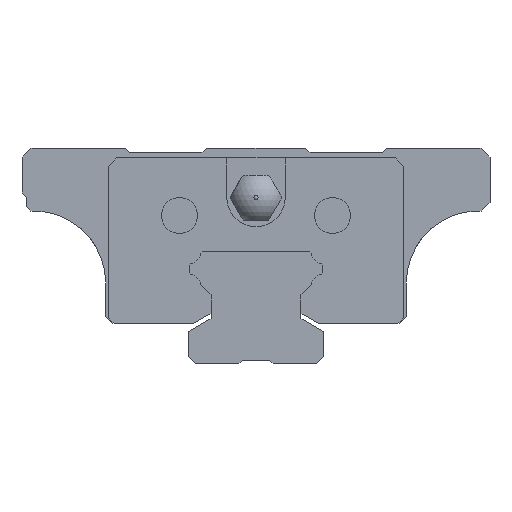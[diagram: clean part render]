
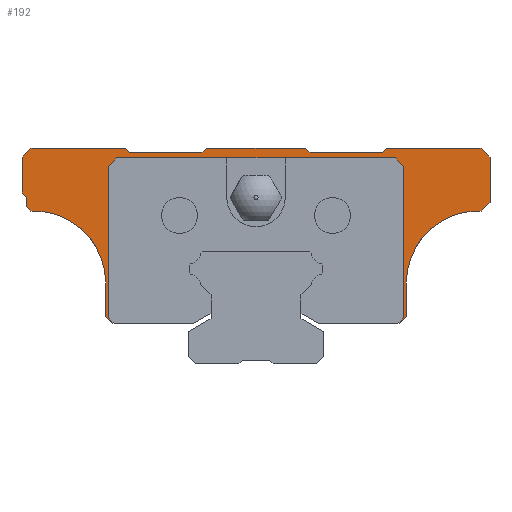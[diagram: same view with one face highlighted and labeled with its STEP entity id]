
A CAD part, front view. The second image highlights one B-rep face of the part: STEP entity #192.
In plain terms, the highlighted planar face has unit normal (0, -1, 0).
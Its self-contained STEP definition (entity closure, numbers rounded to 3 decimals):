
#192=ADVANCED_FACE('',(#376),#377,.T.);
#376=FACE_OUTER_BOUND('',#715,.T.);
#377=PLANE('',#716);
#715=EDGE_LOOP('',(#1162,#1163,#1164,#1165,#1166,#1167,#1168,#1169,#1170,#1171,#1172,#1173,#1174,#1175,#1176,#1177,#1178,#1179,#1180,#1181,#1182,#1183,#1184,#1185,#1186,#1187,#1188,#1189,#1190,#1191,#1192,#1193,#1194,#1195));
#716=AXIS2_PLACEMENT_3D('',#1196,#1197,#1198);
#1162=ORIENTED_EDGE('',*,*,#2456,.F.);
#1163=ORIENTED_EDGE('',*,*,#2457,.F.);
#1164=ORIENTED_EDGE('',*,*,#2458,.T.);
#1165=ORIENTED_EDGE('',*,*,#2459,.T.);
#1166=ORIENTED_EDGE('',*,*,#2460,.F.);
#1167=ORIENTED_EDGE('',*,*,#2461,.T.);
#1168=ORIENTED_EDGE('',*,*,#2462,.T.);
#1169=ORIENTED_EDGE('',*,*,#2463,.T.);
#1170=ORIENTED_EDGE('',*,*,#2464,.F.);
#1171=ORIENTED_EDGE('',*,*,#2465,.T.);
#1172=ORIENTED_EDGE('',*,*,#2466,.F.);
#1173=ORIENTED_EDGE('',*,*,#2467,.T.);
#1174=ORIENTED_EDGE('',*,*,#2468,.F.);
#1175=ORIENTED_EDGE('',*,*,#2469,.F.);
#1176=ORIENTED_EDGE('',*,*,#2470,.T.);
#1177=ORIENTED_EDGE('',*,*,#2471,.T.);
#1178=ORIENTED_EDGE('',*,*,#2472,.T.);
#1179=ORIENTED_EDGE('',*,*,#2473,.T.);
#1180=ORIENTED_EDGE('',*,*,#2474,.F.);
#1181=ORIENTED_EDGE('',*,*,#2475,.T.);
#1182=ORIENTED_EDGE('',*,*,#2476,.T.);
#1183=ORIENTED_EDGE('',*,*,#2477,.F.);
#1184=ORIENTED_EDGE('',*,*,#2478,.F.);
#1185=ORIENTED_EDGE('',*,*,#2479,.F.);
#1186=ORIENTED_EDGE('',*,*,#2480,.T.);
#1187=ORIENTED_EDGE('',*,*,#2481,.T.);
#1188=ORIENTED_EDGE('',*,*,#2482,.T.);
#1189=ORIENTED_EDGE('',*,*,#2483,.T.);
#1190=ORIENTED_EDGE('',*,*,#2484,.T.);
#1191=ORIENTED_EDGE('',*,*,#2485,.F.);
#1192=ORIENTED_EDGE('',*,*,#2486,.F.);
#1193=ORIENTED_EDGE('',*,*,#2487,.F.);
#1194=ORIENTED_EDGE('',*,*,#2488,.F.);
#1195=ORIENTED_EDGE('',*,*,#2489,.T.);
#1196=CARTESIAN_POINT('',(-24.7,-11.75,8.6));
#1197=DIRECTION('',(0.0,-1.0,0.0));
#1198=DIRECTION('',(0.0,0.0,-1.0));
#2456=EDGE_CURVE('',#2965,#2966,#2967,.T.);
#2457=EDGE_CURVE('',#2968,#2965,#2969,.T.);
#2458=EDGE_CURVE('',#2968,#2970,#2971,.T.);
#2459=EDGE_CURVE('',#2970,#2972,#2973,.T.);
#2460=EDGE_CURVE('',#2974,#2972,#2975,.T.);
#2461=EDGE_CURVE('',#2974,#2976,#2977,.T.);
#2462=EDGE_CURVE('',#2976,#2978,#2979,.T.);
#2463=EDGE_CURVE('',#2978,#2980,#2981,.T.);
#2464=EDGE_CURVE('',#2982,#2980,#2983,.T.);
#2465=EDGE_CURVE('',#2982,#2984,#2985,.T.);
#2466=EDGE_CURVE('',#2986,#2984,#2987,.T.);
#2467=EDGE_CURVE('',#2986,#2988,#2989,.T.);
#2468=EDGE_CURVE('',#2990,#2988,#2991,.T.);
#2469=EDGE_CURVE('',#2992,#2990,#2993,.T.);
#2470=EDGE_CURVE('',#2992,#2994,#2995,.T.);
#2471=EDGE_CURVE('',#2994,#2996,#2997,.T.);
#2472=EDGE_CURVE('',#2996,#2998,#2999,.T.);
#2473=EDGE_CURVE('',#2998,#3000,#3001,.T.);
#2474=EDGE_CURVE('',#3002,#3000,#3003,.T.);
#2475=EDGE_CURVE('',#3002,#3004,#3005,.T.);
#2476=EDGE_CURVE('',#3004,#3006,#3007,.T.);
#2477=EDGE_CURVE('',#3008,#3006,#3009,.T.);
#2478=EDGE_CURVE('',#3010,#3008,#3011,.T.);
#2479=EDGE_CURVE('',#3012,#3010,#3013,.T.);
#2480=EDGE_CURVE('',#3012,#3014,#3015,.T.);
#2481=EDGE_CURVE('',#3014,#3016,#3017,.T.);
#2482=EDGE_CURVE('',#3016,#3018,#3019,.T.);
#2483=EDGE_CURVE('',#3018,#3020,#3021,.T.);
#2484=EDGE_CURVE('',#3020,#3022,#3023,.T.);
#2485=EDGE_CURVE('',#3024,#3022,#3025,.T.);
#2486=EDGE_CURVE('',#3026,#3024,#3027,.T.);
#2487=EDGE_CURVE('',#3028,#3026,#3029,.T.);
#2488=EDGE_CURVE('',#3030,#3028,#3031,.T.);
#2489=EDGE_CURVE('',#3030,#2966,#3032,.T.);
#2965=VERTEX_POINT('',#3781);
#2966=VERTEX_POINT('',#3782);
#2967=LINE('',#3783,#3784);
#2968=VERTEX_POINT('',#3785);
#2969=LINE('',#3786,#3787);
#2970=VERTEX_POINT('',#3788);
#2971=LINE('',#3789,#3790);
#2972=VERTEX_POINT('',#3791);
#2973=LINE('',#3792,#3793);
#2974=VERTEX_POINT('',#3794);
#2975=LINE('',#3795,#3796);
#2976=VERTEX_POINT('',#3797);
#2977=LINE('',#3798,#3799);
#2978=VERTEX_POINT('',#3800);
#2979=LINE('',#3801,#3802);
#2980=VERTEX_POINT('',#3803);
#2981=LINE('',#3804,#3805);
#2982=VERTEX_POINT('',#3806);
#2983=LINE('',#3807,#3808);
#2984=VERTEX_POINT('',#3809);
#2985=LINE('',#3810,#3811);
#2986=VERTEX_POINT('',#3812);
#2987=CIRCLE('',#3813,8.0);
#2988=VERTEX_POINT('',#3814);
#2989=LINE('',#3815,#3816);
#2990=VERTEX_POINT('',#3817);
#2991=LINE('',#3818,#3819);
#2992=VERTEX_POINT('',#3820);
#2993=LINE('',#3821,#3822);
#2994=VERTEX_POINT('',#3823);
#2995=LINE('',#3824,#3825);
#2996=VERTEX_POINT('',#3826);
#2997=LINE('',#3827,#3828);
#2998=VERTEX_POINT('',#3829);
#2999=LINE('',#3830,#3831);
#3000=VERTEX_POINT('',#3832);
#3001=LINE('',#3833,#3834);
#3002=VERTEX_POINT('',#3835);
#3003=LINE('',#3836,#3837);
#3004=VERTEX_POINT('',#3838);
#3005=LINE('',#3839,#3840);
#3006=VERTEX_POINT('',#3841);
#3007=LINE('',#3842,#3843);
#3008=VERTEX_POINT('',#3844);
#3009=LINE('',#3845,#3846);
#3010=VERTEX_POINT('',#3847);
#3011=LINE('',#3848,#3849);
#3012=VERTEX_POINT('',#3850);
#3013=LINE('',#3851,#3852);
#3014=VERTEX_POINT('',#3853);
#3015=LINE('',#3854,#3855);
#3016=VERTEX_POINT('',#3856);
#3017=LINE('',#3857,#3858);
#3018=VERTEX_POINT('',#3859);
#3019=LINE('',#3860,#3861);
#3020=VERTEX_POINT('',#3862);
#3021=LINE('',#3863,#3864);
#3022=VERTEX_POINT('',#3865);
#3023=LINE('',#3866,#3867);
#3024=VERTEX_POINT('',#3868);
#3025=LINE('',#3869,#3870);
#3026=VERTEX_POINT('',#3871);
#3027=CIRCLE('',#3872,8.0);
#3028=VERTEX_POINT('',#3873);
#3029=LINE('',#3874,#3875);
#3030=VERTEX_POINT('',#3876);
#3031=LINE('',#3877,#3878);
#3032=LINE('',#3879,#3880);
#3781=CARTESIAN_POINT('',(-16.4,-11.75,4.741));
#3782=CARTESIAN_POINT('',(-15.759,-11.75,4.1));
#3783=CARTESIAN_POINT('',(-16.4,-11.75,4.741));
#3784=VECTOR('',#4852,1000.0);
#3785=CARTESIAN_POINT('',(-16.4,-11.75,21.55));
#3786=CARTESIAN_POINT('',(-16.4,-11.75,21.55));
#3787=VECTOR('',#4853,1000.0);
#3788=CARTESIAN_POINT('',(-15.45,-11.75,22.5));
#3789=CARTESIAN_POINT('',(-16.4,-11.75,21.55));
#3790=VECTOR('',#4854,1000.0);
#3791=CARTESIAN_POINT('',(15.45,-11.75,22.5));
#3792=CARTESIAN_POINT('',(-15.45,-11.75,22.5));
#3793=VECTOR('',#4855,1000.0);
#3794=CARTESIAN_POINT('',(16.4,-11.75,21.55));
#3795=CARTESIAN_POINT('',(16.4,-11.75,21.55));
#3796=VECTOR('',#4856,1000.0);
#3797=CARTESIAN_POINT('',(16.4,-11.75,4.741));
#3798=CARTESIAN_POINT('',(16.4,-11.75,21.55));
#3799=VECTOR('',#4857,1000.0);
#3800=CARTESIAN_POINT('',(15.759,-11.75,4.1));
#3801=CARTESIAN_POINT('',(16.4,-11.75,4.741));
#3802=VECTOR('',#4858,1000.0);
#3803=CARTESIAN_POINT('',(15.9,-11.75,4.1));
#3804=CARTESIAN_POINT('',(6.941,-11.75,4.1));
#3805=VECTOR('',#4859,1000.0);
#3806=CARTESIAN_POINT('',(16.7,-11.75,4.9));
#3807=CARTESIAN_POINT('',(16.7,-11.75,4.9));
#3808=VECTOR('',#4860,1000.0);
#3809=CARTESIAN_POINT('',(16.7,-11.75,8.6));
#3810=CARTESIAN_POINT('',(16.7,-11.75,4.9));
#3811=VECTOR('',#4861,1000.0);
#3812=CARTESIAN_POINT('',(24.7,-11.75,16.6));
#3813=AXIS2_PLACEMENT_3D('',#4862,#4863,#4864);
#3814=CARTESIAN_POINT('',(25.,-11.75,16.6));
#3815=CARTESIAN_POINT('',(24.7,-11.75,16.6));
#3816=VECTOR('',#4865,1000.0);
#3817=CARTESIAN_POINT('',(26.,-11.75,17.6));
#3818=CARTESIAN_POINT('',(26.,-11.75,17.6));
#3819=VECTOR('',#4866,1000.0);
#3820=CARTESIAN_POINT('',(26.,-11.75,22.6));
#3821=CARTESIAN_POINT('',(26.,-11.75,22.6));
#3822=VECTOR('',#4867,1000.0);
#3823=CARTESIAN_POINT('',(25.,-11.75,23.6));
#3824=CARTESIAN_POINT('',(26.,-11.75,22.6));
#3825=VECTOR('',#4868,1000.0);
#3826=CARTESIAN_POINT('',(14.5,-11.75,23.6));
#3827=CARTESIAN_POINT('',(25.,-11.75,23.6));
#3828=VECTOR('',#4869,1000.0);
#3829=CARTESIAN_POINT('',(14.,-11.75,23.1));
#3830=CARTESIAN_POINT('',(14.5,-11.75,23.6));
#3831=VECTOR('',#4870,1000.0);
#3832=CARTESIAN_POINT('',(6.,-11.75,23.1));
#3833=CARTESIAN_POINT('',(14.,-11.75,23.1));
#3834=VECTOR('',#4871,1000.0);
#3835=CARTESIAN_POINT('',(5.5,-11.75,23.6));
#3836=CARTESIAN_POINT('',(5.5,-11.75,23.6));
#3837=VECTOR('',#4872,1000.0);
#3838=CARTESIAN_POINT('',(-5.5,-11.75,23.6));
#3839=CARTESIAN_POINT('',(5.5,-11.75,23.6));
#3840=VECTOR('',#4873,1000.0);
#3841=CARTESIAN_POINT('',(-6.,-11.75,23.1));
#3842=CARTESIAN_POINT('',(-5.5,-11.75,23.6));
#3843=VECTOR('',#4874,1000.0);
#3844=CARTESIAN_POINT('',(-14.,-11.75,23.1));
#3845=CARTESIAN_POINT('',(-14.,-11.75,23.1));
#3846=VECTOR('',#4875,1000.0);
#3847=CARTESIAN_POINT('',(-14.5,-11.75,23.6));
#3848=CARTESIAN_POINT('',(-14.5,-11.75,23.6));
#3849=VECTOR('',#4876,1000.0);
#3850=CARTESIAN_POINT('',(-25.,-11.75,23.6));
#3851=CARTESIAN_POINT('',(-25.,-11.75,23.6));
#3852=VECTOR('',#4877,1000.0);
#3853=CARTESIAN_POINT('',(-26.,-11.75,22.6));
#3854=CARTESIAN_POINT('',(-25.,-11.75,23.6));
#3855=VECTOR('',#4878,1000.0);
#3856=CARTESIAN_POINT('',(-26.,-11.75,18.6));
#3857=CARTESIAN_POINT('',(-26.,-11.75,22.6));
#3858=VECTOR('',#4879,1000.0);
#3859=CARTESIAN_POINT('',(-25.5,-11.75,18.1));
#3860=CARTESIAN_POINT('',(-26.,-11.75,18.6));
#3861=VECTOR('',#4880,1000.0);
#3862=CARTESIAN_POINT('',(-25.5,-11.75,17.1));
#3863=CARTESIAN_POINT('',(-25.5,-11.75,18.1));
#3864=VECTOR('',#4881,1000.0);
#3865=CARTESIAN_POINT('',(-25.,-11.75,16.6));
#3866=CARTESIAN_POINT('',(-25.5,-11.75,17.1));
#3867=VECTOR('',#4882,1000.0);
#3868=CARTESIAN_POINT('',(-24.7,-11.75,16.6));
#3869=CARTESIAN_POINT('',(-24.7,-11.75,16.6));
#3870=VECTOR('',#4883,1000.0);
#3871=CARTESIAN_POINT('',(-16.7,-11.75,8.6));
#3872=AXIS2_PLACEMENT_3D('',#4884,#4885,#4886);
#3873=CARTESIAN_POINT('',(-16.7,-11.75,4.9));
#3874=CARTESIAN_POINT('',(-16.7,-11.75,4.9));
#3875=VECTOR('',#4887,1000.0);
#3876=CARTESIAN_POINT('',(-15.9,-11.75,4.1));
#3877=CARTESIAN_POINT('',(-15.9,-11.75,4.1));
#3878=VECTOR('',#4888,1000.0);
#3879=CARTESIAN_POINT('',(-15.9,-11.75,4.1));
#3880=VECTOR('',#4889,1000.0);
#4852=DIRECTION('',(0.707,0.0,-0.707));
#4853=DIRECTION('',(0.0,0.0,-1.0));
#4854=DIRECTION('',(0.707,0.0,0.707));
#4855=DIRECTION('',(1.0,0.0,0.0));
#4856=DIRECTION('',(-0.707,0.0,0.707));
#4857=DIRECTION('',(0.0,0.0,-1.0));
#4858=DIRECTION('',(-0.707,0.0,-0.707));
#4859=DIRECTION('',(1.0,0.0,0.0));
#4860=DIRECTION('',(-0.707,0.0,-0.707));
#4861=DIRECTION('',(0.0,0.0,1.0));
#4862=CARTESIAN_POINT('',(24.7,-11.75,8.6));
#4863=DIRECTION('',(0.0,-1.0,0.0));
#4864=DIRECTION('',(1.0,0.0,0.0));
#4865=DIRECTION('',(1.0,0.0,0.0));
#4866=DIRECTION('',(-0.707,0.0,-0.707));
#4867=DIRECTION('',(0.0,0.0,-1.0));
#4868=DIRECTION('',(-0.707,0.0,0.707));
#4869=DIRECTION('',(-1.0,0.0,0.0));
#4870=DIRECTION('',(-0.707,0.0,-0.707));
#4871=DIRECTION('',(-1.0,0.0,0.0));
#4872=DIRECTION('',(0.707,0.0,-0.707));
#4873=DIRECTION('',(-1.0,0.0,0.0));
#4874=DIRECTION('',(-0.707,0.0,-0.707));
#4875=DIRECTION('',(1.0,0.0,0.0));
#4876=DIRECTION('',(0.707,0.0,-0.707));
#4877=DIRECTION('',(1.0,0.0,0.0));
#4878=DIRECTION('',(-0.707,0.0,-0.707));
#4879=DIRECTION('',(0.0,0.0,-1.0));
#4880=DIRECTION('',(0.707,0.0,-0.707));
#4881=DIRECTION('',(0.0,0.0,-1.0));
#4882=DIRECTION('',(0.707,0.0,-0.707));
#4883=DIRECTION('',(-1.0,0.0,0.0));
#4884=CARTESIAN_POINT('',(-24.7,-11.75,8.6));
#4885=DIRECTION('',(0.0,-1.0,0.0));
#4886=DIRECTION('',(1.0,0.0,0.0));
#4887=DIRECTION('',(0.0,0.0,1.0));
#4888=DIRECTION('',(-0.707,0.0,0.707));
#4889=DIRECTION('',(1.0,0.0,0.0));
